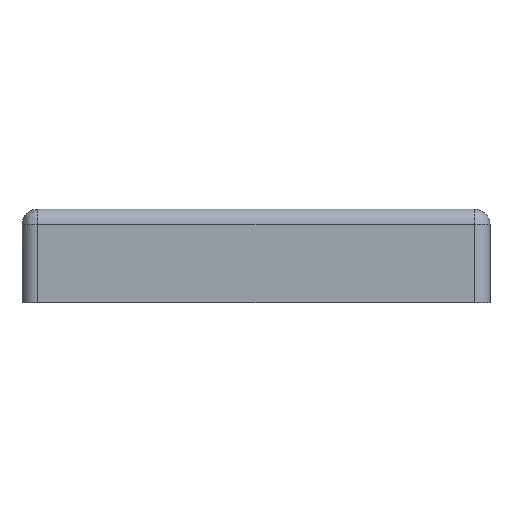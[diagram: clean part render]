
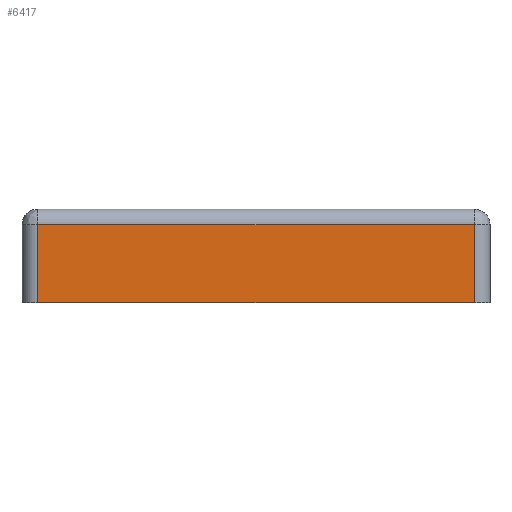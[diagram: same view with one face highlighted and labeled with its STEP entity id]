
A CAD part, front view. The second image highlights one B-rep face of the part: STEP entity #6417.
In plain terms, the highlighted planar face has unit normal (0, -1, 0).
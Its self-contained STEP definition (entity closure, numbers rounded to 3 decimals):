
#79 = CARTESIAN_POINT ( 'NONE',  ( -28., -30., 12. ) ) ;
#224 = CARTESIAN_POINT ( 'NONE',  ( -30., -30., 0. ) ) ;
#574 = CARTESIAN_POINT ( 'NONE',  ( -30., -30., 12. ) ) ;
#792 = EDGE_CURVE ( 'NONE', #5092, #6121, #7050, .T. ) ;
#830 = DIRECTION ( 'NONE',  ( 0., 0., 1. ) ) ;
#847 = ORIENTED_EDGE ( 'NONE', *, *, #6493, .F. ) ;
#875 = LINE ( 'NONE', #224, #4499 ) ;
#1156 = ORIENTED_EDGE ( 'NONE', *, *, #8675, .F. ) ;
#1264 = PLANE ( 'NONE',  #2065 ) ;
#1291 = DIRECTION ( 'NONE',  ( 0., 0., 1. ) ) ;
#1915 = VECTOR ( 'NONE', #6406, 1000. ) ;
#2065 = AXIS2_PLACEMENT_3D ( 'NONE', #574, #5651, #1291 ) ;
#2228 = DIRECTION ( 'NONE',  ( 0., 0., -1. ) ) ;
#2397 = CARTESIAN_POINT ( 'NONE',  ( -28., -30., 0. ) ) ;
#3090 = DIRECTION ( 'NONE',  ( -1., 0., 0. ) ) ;
#3161 = CARTESIAN_POINT ( 'NONE',  ( 28., -30., 0. ) ) ;
#4383 = VERTEX_POINT ( 'NONE', #6602 ) ;
#4499 = VECTOR ( 'NONE', #3090, 1000. ) ;
#4823 = LINE ( 'NONE', #79, #6776 ) ;
#5092 = VERTEX_POINT ( 'NONE', #5201 ) ;
#5116 = VECTOR ( 'NONE', #2228, 1000. ) ;
#5201 = CARTESIAN_POINT ( 'NONE',  ( 28., -30., 10. ) ) ;
#5253 = ORIENTED_EDGE ( 'NONE', *, *, #9055, .F. ) ;
#5651 = DIRECTION ( 'NONE',  ( 0., 1., 0. ) ) ;
#6121 = VERTEX_POINT ( 'NONE', #3161 ) ;
#6406 = DIRECTION ( 'NONE',  ( 1., 0., 0. ) ) ;
#6417 = ADVANCED_FACE ( 'NONE', ( #7141 ), #1264, .F. ) ;
#6435 = CARTESIAN_POINT ( 'NONE',  ( 30., -30., 10. ) ) ;
#6493 = EDGE_CURVE ( 'NONE', #4383, #5092, #7477, .T. ) ;
#6602 = CARTESIAN_POINT ( 'NONE',  ( -28., -30., 10. ) ) ;
#6776 = VECTOR ( 'NONE', #830, 1000. ) ;
#7050 = LINE ( 'NONE', #8026, #5116 ) ;
#7141 = FACE_OUTER_BOUND ( 'NONE', #8184, .T. ) ;
#7477 = LINE ( 'NONE', #6435, #1915 ) ;
#7559 = VERTEX_POINT ( 'NONE', #2397 ) ;
#8026 = CARTESIAN_POINT ( 'NONE',  ( 28., -30., 12. ) ) ;
#8184 = EDGE_LOOP ( 'NONE', ( #847, #5253, #1156, #8426 ) ) ;
#8426 = ORIENTED_EDGE ( 'NONE', *, *, #792, .F. ) ;
#8675 = EDGE_CURVE ( 'NONE', #6121, #7559, #875, .T. ) ;
#9055 = EDGE_CURVE ( 'NONE', #7559, #4383, #4823, .T. ) ;
